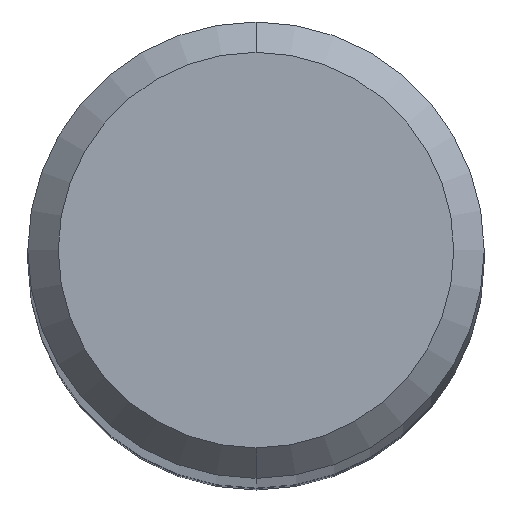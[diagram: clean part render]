
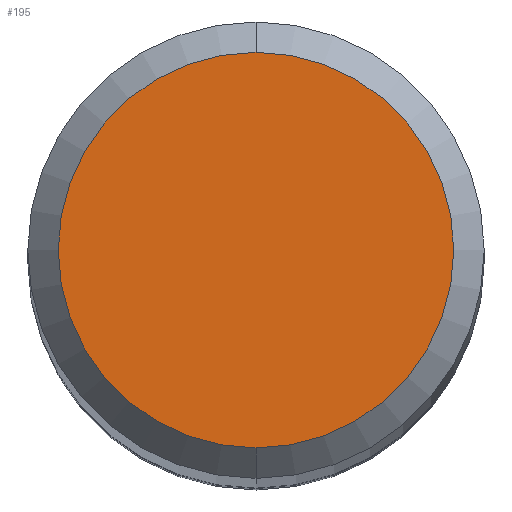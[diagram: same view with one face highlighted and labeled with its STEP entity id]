
A CAD part, top view. The second image highlights one B-rep face of the part: STEP entity #195.
In plain terms, the highlighted planar face has unit normal (0, 0, 1).
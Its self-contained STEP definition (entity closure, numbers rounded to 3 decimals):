
#195=ADVANCED_FACE('',(#510),#511,.T.);
#203=VERTEX_POINT('',#521);
#211=VERTEX_POINT('',#529);
#223=EDGE_CURVE('',#203,#211,#543,.T.);
#399=EDGE_CURVE('',#211,#203,#737,.T.);
#510=FACE_OUTER_BOUND('',#855,.T.);
#511=PLANE('',#856);
#521=CARTESIAN_POINT('',(0.0,2.6,0.0));
#529=CARTESIAN_POINT('',(0.,-2.6,0.0));
#543=CIRCLE('',#912,2.6);
#737=CIRCLE('',#1268,2.6);
#855=EDGE_LOOP('',(#1489,#1490));
#856=AXIS2_PLACEMENT_3D('',#1491,#1492,#1493);
#912=AXIS2_PLACEMENT_3D('',#1535,#1536,#1537);
#1268=AXIS2_PLACEMENT_3D('',#1735,#1736,#1737);
#1489=ORIENTED_EDGE('',*,*,#223,.F.);
#1490=ORIENTED_EDGE('',*,*,#399,.F.);
#1491=CARTESIAN_POINT('',(0.0,1.3,0.0));
#1492=DIRECTION('',(-0.0,0.0,1.0));
#1493=DIRECTION('',(0.0,-1.0,0.0));
#1535=CARTESIAN_POINT('',(0.0,0.0,0.0));
#1536=DIRECTION('',(0.0,0.0,-1.0));
#1537=DIRECTION('',(0.0,1.0,0.0));
#1735=CARTESIAN_POINT('',(0.0,0.0,0.0));
#1736=DIRECTION('',(0.0,0.0,-1.0));
#1737=DIRECTION('',(0.0,1.0,0.0));
